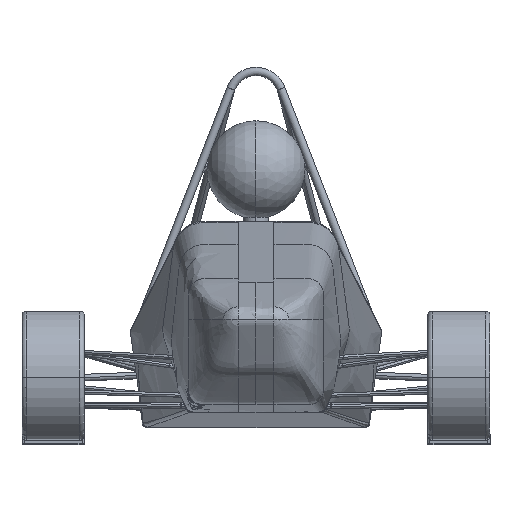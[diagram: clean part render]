
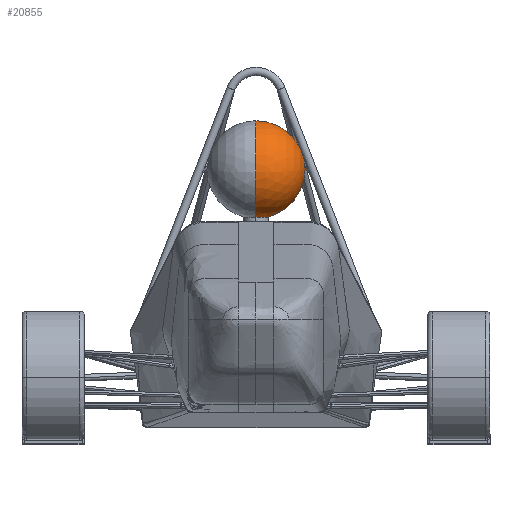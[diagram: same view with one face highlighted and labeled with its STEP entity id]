
A CAD part, top view. The second image highlights one B-rep face of the part: STEP entity #20855.
In plain terms, the highlighted spherical face has radius 150 mm.
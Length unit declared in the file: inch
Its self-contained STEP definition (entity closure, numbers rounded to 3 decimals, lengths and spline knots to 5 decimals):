
#1751 = CARTESIAN_POINT ( 'NONE',  ( 0.48227, 27.37362, 0.068 ) ) ;
#1869 = CARTESIAN_POINT ( 'NONE',  ( 1.44234, 27.42418, -0.93994 ) ) ;
#1914 = CIRCLE ( 'NONE', #12204, 5.90551 ) ;
#2035 = CARTESIAN_POINT ( 'NONE',  ( 1.13168, 27.49526, -2.34206 ) ) ;
#2342 = CARTESIAN_POINT ( 'NONE',  ( 1.46091, 27.42778, -1.01148 ) ) ;
#2507 = CARTESIAN_POINT ( 'NONE',  ( 1.33489, 27.47973, -2.03716 ) ) ;
#2642 = DIRECTION ( 'NONE',  ( -1., 0., 0. ) ) ;
#3136 = CARTESIAN_POINT ( 'NONE',  ( 0., 39.04697, -0.75503 ) ) ;
#3607 = VERTEX_POINT ( 'NONE', #3136 ) ;
#3689 = CARTESIAN_POINT ( 'NONE',  ( 0.85354, 27.38295, -0.11885 ) ) ;
#3845 = CARTESIAN_POINT ( 'NONE',  ( 0.45876, 27.37323, 0.07577 ) ) ;
#4088 = VERTEX_POINT ( 'NONE', #14336 ) ;
#4280 = CARTESIAN_POINT ( 'NONE',  ( 1.49994, 27.44001, -1.25385 ) ) ;
#4323 = ORIENTED_EDGE ( 'NONE', *, *, #12831, .F. ) ;
#4411 = VERTEX_POINT ( 'NONE', #18138 ) ;
#4608 = CARTESIAN_POINT ( 'NONE',  ( 1.04429, 27.49973, -2.42964 ) ) ;
#5928 = EDGE_LOOP ( 'NONE', ( #29401, #27761, #4323 ) ) ;
#6254 = CARTESIAN_POINT ( 'NONE',  ( 0.93277, 27.38589, -0.1776 ) ) ;
#6410 = CARTESIAN_POINT ( 'NONE',  ( 1.27404, 27.40509, -0.56046 ) ) ;
#6575 = CARTESIAN_POINT ( 'NONE',  ( 0.91322, 27.38513, -0.16234 ) ) ;
#6686 = CARTESIAN_POINT ( 'NONE',  ( 0.79416, 27.50977, -2.62603 ) ) ;
#6837 = CARTESIAN_POINT ( 'NONE',  ( 1.48023, 27.45735, -1.59654 ) ) ;
#7167 = CARTESIAN_POINT ( 'NONE',  ( 0.09915, 27.36965, 0.14743 ) ) ;
#7319 = CARTESIAN_POINT ( 'NONE',  ( 0.91458, 27.5055, -2.54251 ) ) ;
#8512 = CARTESIAN_POINT ( 'NONE',  ( 0.52888, 27.37445, 0.05132 ) ) ;
#8826 = CARTESIAN_POINT ( 'NONE',  ( 1.26076, 27.40404, -0.5395 ) ) ;
#9093 = CARTESIAN_POINT ( 'NONE',  ( 1.45217, 27.46467, -1.74089 ) ) ;
#9256 = CARTESIAN_POINT ( 'NONE',  ( 1.02638, 27.5006, -2.44671 ) ) ;
#9749 = CARTESIAN_POINT ( 'NONE',  ( 1.34602, 27.4786, -2.01503 ) ) ;
#10379 = FACE_OUTER_BOUND ( 'NONE', #5928, .T. ) ;
#10513 = CARTESIAN_POINT ( 'NONE',  ( 0., 33.14955, -1.0641 ) ) ;
#11682 = CARTESIAN_POINT ( 'NONE',  ( 1.27494, 27.48518, -2.14436 ) ) ;
#11996 = CARTESIAN_POINT ( 'NONE',  ( 0.97135, 27.50311, -2.49585 ) ) ;
#12080 = AXIS2_PLACEMENT_3D ( 'NONE', #10513, #2642, #14861 ) ;
#12157 = CARTESIAN_POINT ( 'NONE',  ( 0.09902, 27.52124, -2.85012 ) ) ;
#12204 = AXIS2_PLACEMENT_3D ( 'NONE', #13430, #25758, #25135 ) ;
#12323 = CARTESIAN_POINT ( 'NONE',  ( 1.37706, 27.47518, -1.94781 ) ) ;
#12831 = EDGE_CURVE ( 'NONE', #4411, #3607, #25893, .T. ) ;
#13430 = CARTESIAN_POINT ( 'NONE',  ( 0., 33.14955, -1.0641 ) ) ;
#13836 = CARTESIAN_POINT ( 'NONE',  ( 1.34621, 27.41155, -0.68914 ) ) ;
#13986 = CARTESIAN_POINT ( 'NONE',  ( 1.29941, 27.40722, -0.60281 ) ) ;
#14091 = CARTESIAN_POINT ( 'NONE',  ( 1.36711, 27.47633, -1.97033 ) ) ;
#14336 = CARTESIAN_POINT ( 'NONE',  ( 0., 27.52137, -2.85257 ) ) ;
#14562 = CARTESIAN_POINT ( 'NONE',  ( 1.49041, 27.4351, -1.1566 ) ) ;
#14722 = CARTESIAN_POINT ( 'NONE',  ( 1.42392, 27.46942, -1.83435 ) ) ;
#14861 = DIRECTION ( 'NONE',  ( 0., 0., 1. ) ) ;
#15345 = DIRECTION ( 'NONE',  ( 1., 0., 0. ) ) ;
#16049 = CARTESIAN_POINT ( 'NONE',  ( 1.02645, 27.3899, -0.25768 ) ) ;
#16209 = CARTESIAN_POINT ( 'NONE',  ( 1.31153, 27.40829, -0.62422 ) ) ;
#16371 = CARTESIAN_POINT ( 'NONE',  ( 0.55189, 27.37489, 0.04243 ) ) ;
#16476 = CARTESIAN_POINT ( 'NONE',  ( 1.42095, 27.42063, -0.86955 ) ) ;
#16631 = CARTESIAN_POINT ( 'NONE',  ( 0., 27.52137, -2.85257 ) ) ;
#18138 = CARTESIAN_POINT ( 'NONE',  ( 0., 27.36965, 0.14743 ) ) ;
#18465 = CARTESIAN_POINT ( 'NONE',  ( 0.3405, 27.37156, 0.10909 ) ) ;
#18779 = CARTESIAN_POINT ( 'NONE',  ( 1.19226, 27.39889, -0.43702 ) ) ;
#19058 = CARTESIAN_POINT ( 'NONE',  ( 0.48413, 27.51743, -2.7757 ) ) ;
#19376 = CARTESIAN_POINT ( 'NONE',  ( 1.46635, 27.429, -1.03569 ) ) ;
#19534 = CARTESIAN_POINT ( 'NONE',  ( 1.48744, 27.45488, -1.5478 ) ) ;
#19538 = CARTESIAN_POINT ( 'NONE',  ( 0., 33.14955, -1.0641 ) ) ;
#20161 = SPHERICAL_SURFACE ( 'NONE', #20209, 5.90551 ) ;
#20209 = AXIS2_PLACEMENT_3D ( 'NONE', #19538, #15345, #27219 ) ;
#20855 = ADVANCED_FACE ( 'NONE', ( #10379 ), #20161, .T. ) ;
#21040 = CARTESIAN_POINT ( 'NONE',  ( 0.19665, 27.37014, 0.13769 ) ) ;
#21348 = CARTESIAN_POINT ( 'NONE',  ( 0.66545, 27.37725, -0.00466 ) ) ;
#21470 = CARTESIAN_POINT ( 'NONE',  ( 1.1936, 27.4914, -2.26628 ) ) ;
#21937 = CARTESIAN_POINT ( 'NONE',  ( 0.87535, 27.50699, -2.57165 ) ) ;
#22095 = CARTESIAN_POINT ( 'NONE',  ( 1.49047, 27.45364, -1.52319 ) ) ;
#23600 = CARTESIAN_POINT ( 'NONE',  ( 1.38798, 27.416, -0.77754 ) ) ;
#23794 = EDGE_CURVE ( 'NONE', #4411, #4088, #23824, .T. ) ;
#23824 = B_SPLINE_CURVE_WITH_KNOTS ( 'NONE', 3,
 ( #30795, #7167, #21040, #18465, #30472, #3845, #1751, #8512, #16371, #21348, #25675, #3689, #28230, #6575, #6254, #26159, #16049, #25831, #18779, #8826, #6410, #13986, #16209, #13836, #23600, #16476, #1869, #31377, #2342, #19376, #14562, #4280, #26265, #28812, #22095, #19534, #6837, #29289, #9093, #14722, #12323, #14091, #9749, #2507, #23865, #11682, #21470, #2035, #4608, #9256, #31228, #11996, #7319, #21937, #6686, #24497, #28966, #28659, #19058, #24337, #26890, #24028, #12157, #31694, #16631 ),
 .UNSPECIFIED., .F., .F.,
 ( 4, 2, 2, 2, 2, 2, 2, 2, 2, 2, 2, 2, 1, 2, 2, 2, 2, 2, 2, 2, 2, 2, 2, 2, 2, 2, 2, 2, 2, 2, 2, 2, 4 ),
 ( 0., 0.00745, 0.01117, 0.01303, 0.0149, 0.02234, 0.02421, 0.02607, 0.02979, 0.03724, 0.0391, 0.04097, 0.04469, 0.04841, 0.05028, 0.05214, 0.05959, 0.06331, 0.06517, 0.06703, 0.07448, 0.07634, 0.07821, 0.08193, 0.08938, 0.09124, 0.0931, 0.09683, 0.10055, 0.10427, 0.11172, 0.11545, 0.11917 ),
 .UNSPECIFIED. ) ;
#23865 = CARTESIAN_POINT ( 'NONE',  ( 1.30011, 27.48304, -2.10233 ) ) ;
#24028 = CARTESIAN_POINT ( 'NONE',  ( 0.19766, 27.52074, -2.84032 ) ) ;
#24337 = CARTESIAN_POINT ( 'NONE',  ( 0.3906, 27.51888, -2.80413 ) ) ;
#24497 = CARTESIAN_POINT ( 'NONE',  ( 0.75219, 27.51106, -2.65127 ) ) ;
#25135 = DIRECTION ( 'NONE',  ( 0., 0., -1. ) ) ;
#25675 = CARTESIAN_POINT ( 'NONE',  ( 0.75162, 27.37955, -0.05077 ) ) ;
#25758 = DIRECTION ( 'NONE',  ( 1., 0., 0. ) ) ;
#25831 = CARTESIAN_POINT ( 'NONE',  ( 1.13019, 27.3951, -0.36149 ) ) ;
#25893 = CIRCLE ( 'NONE', #12080, 5.90551 ) ;
#26159 = CARTESIAN_POINT ( 'NONE',  ( 0.99008, 27.38825, -0.22466 ) ) ;
#26265 = CARTESIAN_POINT ( 'NONE',  ( 1.50003, 27.44743, -1.40048 ) ) ;
#26890 = CARTESIAN_POINT ( 'NONE',  ( 0.24643, 27.52036, -2.833 ) ) ;
#27219 = DIRECTION ( 'NONE',  ( 0., -0.052, 0.999 ) ) ;
#27761 = ORIENTED_EDGE ( 'NONE', *, *, #31143, .T. ) ;
#28230 = CARTESIAN_POINT ( 'NONE',  ( 0.87363, 27.38366, -0.13299 ) ) ;
#28659 = CARTESIAN_POINT ( 'NONE',  ( 0.62049, 27.51453, -2.7191 ) ) ;
#28812 = CARTESIAN_POINT ( 'NONE',  ( 1.49768, 27.44991, -1.44949 ) ) ;
#28966 = CARTESIAN_POINT ( 'NONE',  ( 0.66546, 27.51344, -2.69778 ) ) ;
#29289 = CARTESIAN_POINT ( 'NONE',  ( 1.47604, 27.45858, -1.62074 ) ) ;
#29401 = ORIENTED_EDGE ( 'NONE', *, *, #23794, .T. ) ;
#30472 = CARTESIAN_POINT ( 'NONE',  ( 0.38805, 27.37216, 0.0972 ) ) ;
#30795 = CARTESIAN_POINT ( 'NONE',  ( 0., 27.36965, 0.14743 ) ) ;
#31143 = EDGE_CURVE ( 'NONE', #4088, #3607, #1914, .T. ) ;
#31228 = CARTESIAN_POINT ( 'NONE',  ( 0.98993, 27.50229, -2.4798 ) ) ;
#31377 = CARTESIAN_POINT ( 'NONE',  ( 1.44891, 27.42537, -0.96363 ) ) ;
#31694 = CARTESIAN_POINT ( 'NONE',  ( 0.04958, 27.52137, -2.85257 ) ) ;
